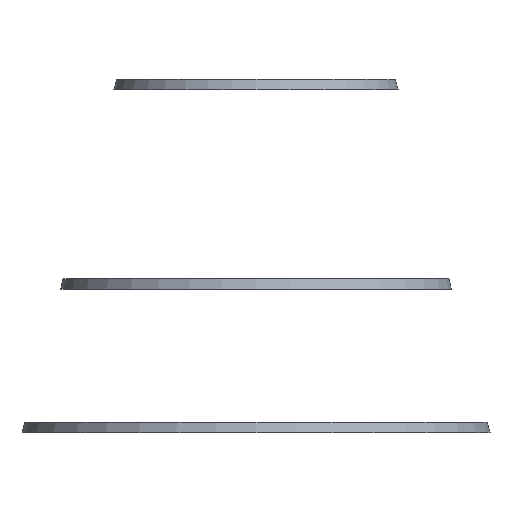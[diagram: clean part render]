
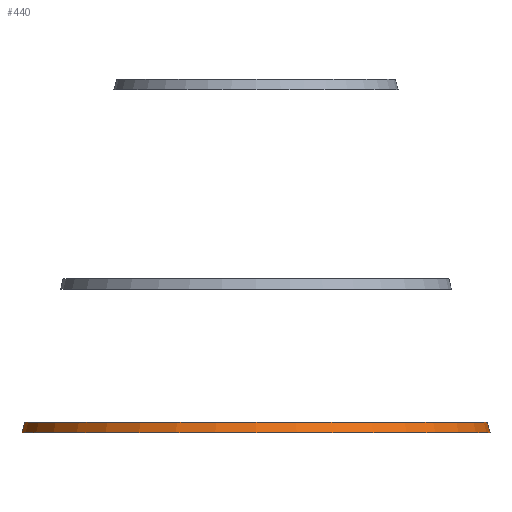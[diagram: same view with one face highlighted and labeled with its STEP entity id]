
A CAD part, front view. The second image highlights one B-rep face of the part: STEP entity #440.
In plain terms, the highlighted conical face has half-angle 14.995 degrees and reference radius 125.2 mm.
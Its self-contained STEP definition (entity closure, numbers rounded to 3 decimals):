
#165=CARTESIAN_POINT('Axis2P3D Location',(0.,0.,0.)) ;
#323=CARTESIAN_POINT('Vertex',(-107.835,0.,64.83)) ;
#337=CARTESIAN_POINT('Vertex',(-109.129,0.,60.)) ;
#341=CARTESIAN_POINT('Control Point',(-109.129,0.,60.)) ;
#342=CARTESIAN_POINT('Control Point',(-108.482,0.,62.415)) ;
#343=CARTESIAN_POINT('Control Point',(-107.835,0.,64.83)) ;
#396=CARTESIAN_POINT('Vertex',(107.835,0.,64.83)) ;
#400=CARTESIAN_POINT('Control Point',(109.129,0.,60.)) ;
#401=CARTESIAN_POINT('Control Point',(108.87,0.,60.966)) ;
#402=CARTESIAN_POINT('Control Point',(108.611,0.,61.932)) ;
#403=CARTESIAN_POINT('Control Point',(108.352,0.,62.898)) ;
#404=CARTESIAN_POINT('Control Point',(108.094,0.,63.864)) ;
#405=CARTESIAN_POINT('Control Point',(107.835,0.,64.83)) ;
#406=CARTESIAN_POINT('Vertex',(109.129,0.,60.)) ;
#424=CARTESIAN_POINT('Axis2P3D Location',(0.,0.,64.83)) ;
#429=CARTESIAN_POINT('Axis2P3D Location',(0.,0.,60.)) ;
#166=DIRECTION('Axis2P3D Direction',(0.,0.,-1.)) ;
#167=DIRECTION('Axis2P3D XDirection',(-1.,0.,0.)) ;
#425=DIRECTION('Axis2P3D Direction',(0.,0.,1.)) ;
#430=DIRECTION('Axis2P3D Direction',(0.,0.,1.)) ;
#168=AXIS2_PLACEMENT_3D('Cone Axis2P3D',#165,#166,#167) ;
#426=AXIS2_PLACEMENT_3D('Circle Axis2P3D',#424,#425,$) ;
#431=AXIS2_PLACEMENT_3D('Circle Axis2P3D',#429,#430,$) ;
#435=ORIENTED_EDGE('',*,*,#428,.F.) ;
#436=ORIENTED_EDGE('',*,*,#344,.F.) ;
#437=ORIENTED_EDGE('',*,*,#433,.T.) ;
#438=ORIENTED_EDGE('',*,*,#408,.T.) ;
#440=ADVANCED_FACE('Split.5',(#439),#169,.T.) ;
#340=B_SPLINE_CURVE_WITH_KNOTS('',2,(#341,#342,#343),.UNSPECIFIED.,.F.,.U.,(3,3),(-82.82,-77.82),.UNSPECIFIED.) ;
#399=B_SPLINE_CURVE_WITH_KNOTS('',5,(#400,#401,#402,#403,#404,#405),.UNSPECIFIED.,.F.,.U.,(6,6),(62.201,67.208),.UNSPECIFIED.) ;
#427=CIRCLE('generated circle',#426,107.835) ;
#432=CIRCLE('generated circle',#431,109.129) ;
#169=CONICAL_SURFACE('Cone',#168,125.2,0.262) ;
#344=EDGE_CURVE('',#338,#324,#340,.T.) ;
#408=EDGE_CURVE('',#407,#397,#399,.T.) ;
#428=EDGE_CURVE('',#324,#397,#427,.T.) ;
#433=EDGE_CURVE('',#338,#407,#432,.T.) ;
#434=EDGE_LOOP('',(#435,#436,#437,#438)) ;
#439=FACE_OUTER_BOUND('',#434,.T.) ;
#324=VERTEX_POINT('',#323) ;
#338=VERTEX_POINT('',#337) ;
#397=VERTEX_POINT('',#396) ;
#407=VERTEX_POINT('',#406) ;
